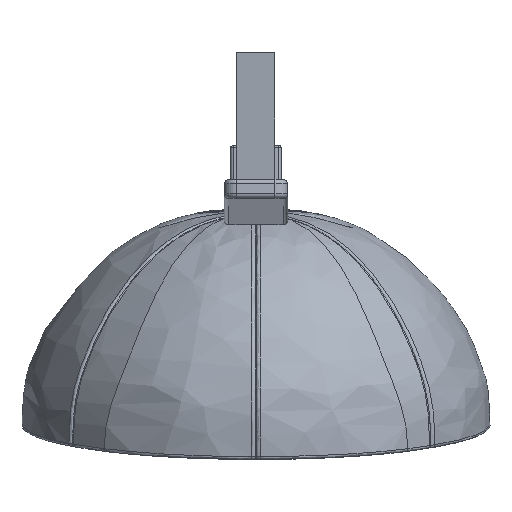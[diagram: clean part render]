
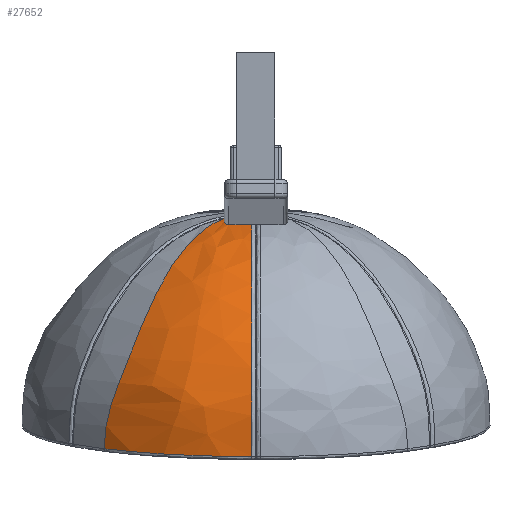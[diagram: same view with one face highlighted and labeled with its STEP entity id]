
A CAD part, front view. The second image highlights one B-rep face of the part: STEP entity #27652.
In plain terms, the highlighted free-form (B-spline) face has degree [3, 3] with [5, 9] control points.
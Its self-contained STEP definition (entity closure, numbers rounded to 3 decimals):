
#5133=CARTESIAN_POINT('',(-2.5,-6.474,14.952));
#5138=CARTESIAN_POINT('',(-11.998,-15.096,
-3.234));
#5139=CARTESIAN_POINT('',(-11.951,-15.468,
-0.664));
#5140=CARTESIAN_POINT('',(-10.214,-17.137,
3.114));
#5141=CARTESIAN_POINT('',(-6.457,-11.987,
13.455));
#5142=CARTESIAN_POINT('',(-2.5,-6.474,14.952));
#5150=CARTESIAN_POINT('',(-11.998,-15.096,
-3.234));
#5922=CARTESIAN_POINT('',(-2.5,-6.474,14.952));
#5923=CARTESIAN_POINT('',(-2.5,-6.643,14.917));
#5924=CARTESIAN_POINT('',(-2.5,-6.983,14.843));
#5925=CARTESIAN_POINT('',(-2.5,-7.324,14.758));
#5926=CARTESIAN_POINT('',(-2.5,-7.494,14.713));
#5931=CARTESIAN_POINT('',(-2.5,-7.494,14.713));
#5932=CARTESIAN_POINT('',(-2.5,-7.555,14.697));
#5933=CARTESIAN_POINT('',(-2.496,-7.672,
14.666));
#5934=CARTESIAN_POINT('',(-2.481,-7.829,
14.624));
#5935=CARTESIAN_POINT('',(-2.458,-7.971,
14.585));
#5936=CARTESIAN_POINT('',(-2.428,-8.099,
14.551));
#5937=CARTESIAN_POINT('',(-2.392,-8.213,
14.52));
#5938=CARTESIAN_POINT('',(-2.348,-8.316,
14.493));
#5939=CARTESIAN_POINT('',(-2.294,-8.407,
14.471));
#5940=CARTESIAN_POINT('',(-2.229,-8.479,
14.455));
#5941=CARTESIAN_POINT('',(-2.178,-8.508,
14.451));
#5942=CARTESIAN_POINT('',(-2.15,-8.516,14.451));
#5947=CARTESIAN_POINT('',(-2.15,-8.516,14.451));
#5948=CARTESIAN_POINT('',(-1.85,-8.594,
14.458));
#5949=CARTESIAN_POINT('',(-1.244,-8.715,
14.469));
#5950=CARTESIAN_POINT('',(-0.63,-8.772,
14.474));
#5951=CARTESIAN_POINT('',(-0.321,-8.784,
14.475));
#5956=CARTESIAN_POINT('',(-0.322,-19.859,
-3.862));
#5957=CARTESIAN_POINT('',(-0.322,-19.936,
-3.28));
#5958=CARTESIAN_POINT('',(-0.322,-20.087,
-2.183));
#5959=CARTESIAN_POINT('',(-0.323,-20.172,
-0.381));
#5960=CARTESIAN_POINT('',(-0.322,-20.009,1.102));
#5961=CARTESIAN_POINT('',(-0.322,-19.661,
2.547));
#5962=CARTESIAN_POINT('',(-0.322,-19.214,
3.847));
#5963=CARTESIAN_POINT('',(-0.323,-18.61,
5.284));
#5964=CARTESIAN_POINT('',(-0.322,-17.779,
6.881));
#5965=CARTESIAN_POINT('',(-0.323,-16.686,
8.592));
#5966=CARTESIAN_POINT('',(-0.323,-15.218,
10.375));
#5967=CARTESIAN_POINT('',(-0.323,-13.789,
11.712));
#5968=CARTESIAN_POINT('',(-0.322,-12.411,
12.741));
#5969=CARTESIAN_POINT('',(-0.323,-11.106,
13.513));
#5970=CARTESIAN_POINT('',(-0.322,-9.892,
14.081));
#5971=CARTESIAN_POINT('',(-0.321,-9.139,
14.358));
#5972=CARTESIAN_POINT('',(-0.321,-8.784,
14.475));
#5977=CARTESIAN_POINT('',(-11.998,-15.096,
-3.234));
#5978=CARTESIAN_POINT('',(-11.713,-15.366,
-3.27));
#5979=CARTESIAN_POINT('',(-11.064,-15.945,
-3.346));
#5980=CARTESIAN_POINT('',(-9.802,-16.892,
-3.471));
#5981=CARTESIAN_POINT('',(-8.339,-17.781,
-3.588));
#5982=CARTESIAN_POINT('',(-6.759,-18.536,
-3.688));
#5983=CARTESIAN_POINT('',(-5.184,-19.102,
-3.763));
#5984=CARTESIAN_POINT('',(-3.743,-19.481,
-3.813));
#5985=CARTESIAN_POINT('',(-2.164,-19.757,
-3.849));
#5986=CARTESIAN_POINT('',(-0.957,-19.847,
-3.861));
#5987=CARTESIAN_POINT('',(-0.322,-19.859,
-3.862));
#17831=VERTEX_POINT('',#5150);
#17875=VERTEX_POINT('',#5987);
#18462=VERTEX_POINT('',#5133);
#18465=VERTEX_POINT('',#5926);
#18468=VERTEX_POINT('',#5947);
#18469=VERTEX_POINT('',#5951);
#27597=CARTESIAN_POINT('',(-12.216,-14.854,
-3.449));
#27598=CARTESIAN_POINT('',(-11.268,-15.783,
-3.571));
#27599=CARTESIAN_POINT('',(-9.313,-17.29,
-3.769));
#27600=CARTESIAN_POINT('',(-5.222,-19.282,
-4.032));
#27601=CARTESIAN_POINT('',(0.,-20.195,
-4.152));
#27602=CARTESIAN_POINT('',(5.222,-19.282,
-4.032));
#27603=CARTESIAN_POINT('',(9.314,-17.29,
-3.769));
#27604=CARTESIAN_POINT('',(11.269,-15.783,
-3.571));
#27605=CARTESIAN_POINT('',(12.218,-14.853,
-3.448));
#27606=CARTESIAN_POINT('',(-12.208,-15.219,
-0.74));
#27607=CARTESIAN_POINT('',(-11.292,-16.115,
-0.863));
#27608=CARTESIAN_POINT('',(-9.387,-17.595,
-1.075));
#27609=CARTESIAN_POINT('',(-5.315,-19.605,
-1.375));
#27610=CARTESIAN_POINT('',(0.,-20.559,
-1.523));
#27611=CARTESIAN_POINT('',(5.315,-19.605,
-1.375));
#27612=CARTESIAN_POINT('',(9.388,-17.594,
-1.075));
#27613=CARTESIAN_POINT('',(11.293,-16.114,
-0.863));
#27614=CARTESIAN_POINT('',(12.21,-15.217,
-0.74));
#27615=CARTESIAN_POINT('',(-10.466,-17.046,
3.016));
#27616=CARTESIAN_POINT('',(-9.539,-17.823,
2.917));
#27617=CARTESIAN_POINT('',(-7.71,-19.016,
2.77));
#27618=CARTESIAN_POINT('',(-4.168,-20.464,
2.6));
#27619=CARTESIAN_POINT('',(-0.002,-21.05,
2.536));
#27620=CARTESIAN_POINT('',(4.166,-20.465,
2.6));
#27621=CARTESIAN_POINT('',(7.71,-19.016,
2.77));
#27622=CARTESIAN_POINT('',(9.54,-17.822,
2.917));
#27623=CARTESIAN_POINT('',(10.468,-17.044,
3.016));
#27624=CARTESIAN_POINT('',(-6.524,-11.819,
13.597));
#27625=CARTESIAN_POINT('',(-6.026,-12.283,
13.537));
#27626=CARTESIAN_POINT('',(-5.,-13.051,
13.436));
#27627=CARTESIAN_POINT('',(-2.819,-14.102,
13.299));
#27628=CARTESIAN_POINT('',(0.004,-14.608,
13.234));
#27629=CARTESIAN_POINT('',(2.825,-14.1,
13.3));
#27630=CARTESIAN_POINT('',(5.004,-13.049,
13.436));
#27631=CARTESIAN_POINT('',(6.026,-12.282,
13.537));
#27632=CARTESIAN_POINT('',(6.525,-11.818,
13.597));
#27633=CARTESIAN_POINT('',(-2.397,-6.249,
15.006));
#27634=CARTESIAN_POINT('',(-2.263,-6.415,
14.984));
#27635=CARTESIAN_POINT('',(-1.961,-6.729,
14.943));
#27636=CARTESIAN_POINT('',(-1.199,-7.247,
14.875));
#27637=CARTESIAN_POINT('',(0.001,-7.562,
14.834));
#27638=CARTESIAN_POINT('',(1.2,-7.247,
14.875));
#27639=CARTESIAN_POINT('',(1.962,-6.729,
14.943));
#27640=CARTESIAN_POINT('',(2.263,-6.415,
14.985));
#27641=CARTESIAN_POINT('',(2.397,-6.249,
15.006));
#27642=B_SPLINE_SURFACE_WITH_KNOTS('',3,3,((#27597,#27598,#27599,#27600,#27601,
#27602,#27603,#27604,#27605),(#27606,#27607,#27608,#27609,#27610,#27611,#27612,
#27613,#27614),(#27615,#27616,#27617,#27618,#27619,#27620,#27621,#27622,#27623),
(#27624,#27625,#27626,#27627,#27628,#27629,#27630,#27631,#27632),(#27633,#27634,
#27635,#27636,#27637,#27638,#27639,#27640,#27641)),.UNSPECIFIED.,.F.,.F.,.F.,(4,
1,4),(4,1,1,1,1,1,4),(0.,0.435,0.964),(
0.747,0.781,0.812,0.875,
0.937,0.969,1.003),.UNSPECIFIED.);
#27643=ORIENTED_EDGE('',*,*,#21224,.T.);
#27644=ORIENTED_EDGE('',*,*,#21257,.T.);
#27645=ORIENTED_EDGE('',*,*,#20988,.T.);
#27647=ORIENTED_EDGE('',*,*,#27646,.F.);
#27648=ORIENTED_EDGE('',*,*,#27587,.F.);
#27649=ORIENTED_EDGE('',*,*,#25208,.T.);
#27650=EDGE_LOOP('',(#27643,#27644,#27645,#27647,#27648,#27649));
#27651=FACE_OUTER_BOUND('',#27650,.F.);
#5143=B_SPLINE_CURVE_WITH_KNOTS('',3,(#5138,#5139,#5140,#5141,#5142),
.UNSPECIFIED.,.F.,.F.,(4,1,4),(0.,0.446,1.),.UNSPECIFIED.);
#5927=B_SPLINE_CURVE_WITH_KNOTS('',3,(#5922,#5923,#5924,#5925,#5926),
.UNSPECIFIED.,.F.,.F.,(4,1,4),(0.,0.5,1.),.UNSPECIFIED.);
#5943=B_SPLINE_CURVE_WITH_KNOTS('',3,(#5931,#5932,#5933,#5934,#5935,#5936,#5937,
#5938,#5939,#5940,#5941,#5942),.UNSPECIFIED.,.F.,.F.,(4,1,1,1,1,1,1,1,1,4),
(0.,0.111,0.222,0.333,0.444,
0.556,0.667,0.778,0.889,1.),
.UNSPECIFIED.);
#5952=B_SPLINE_CURVE_WITH_KNOTS('',3,(#5947,#5948,#5949,#5950,#5951),
.UNSPECIFIED.,.F.,.F.,(4,1,4),(0.,0.5,1.),.UNSPECIFIED.);
#5973=B_SPLINE_CURVE_WITH_KNOTS('',3,(#5956,#5957,#5958,#5959,#5960,#5961,#5962,
#5963,#5964,#5965,#5966,#5967,#5968,#5969,#5970,#5971,#5972),.UNSPECIFIED.,.F.,
.F.,(4,1,1,1,1,1,1,1,1,1,1,1,1,1,4),(0.,0.071,0.143,
0.214,0.286,0.357,0.429,0.5,
0.571,0.643,0.714,0.786,
0.857,0.929,1.),.UNSPECIFIED.);
#5988=B_SPLINE_CURVE_WITH_KNOTS('',3,(#5977,#5978,#5979,#5980,#5981,#5982,#5983,
#5984,#5985,#5986,#5987),.UNSPECIFIED.,.F.,.F.,(4,1,1,1,1,1,1,1,4),(0.,
0.125,0.25,0.375,0.5,0.625,0.75,0.875,1.),.UNSPECIFIED.);
#20988=EDGE_CURVE('',#18468,#18469,#5952,.T.);
#21224=EDGE_CURVE('',#18462,#18465,#5927,.T.);
#21257=EDGE_CURVE('',#18465,#18468,#5943,.T.);
#25208=EDGE_CURVE('',#17831,#18462,#5143,.T.);
#27587=EDGE_CURVE('',#17831,#17875,#5988,.T.);
#27646=EDGE_CURVE('',#17875,#18469,#5973,.T.);
#27652=ADVANCED_FACE('',(#27651),#27642,.F.);
